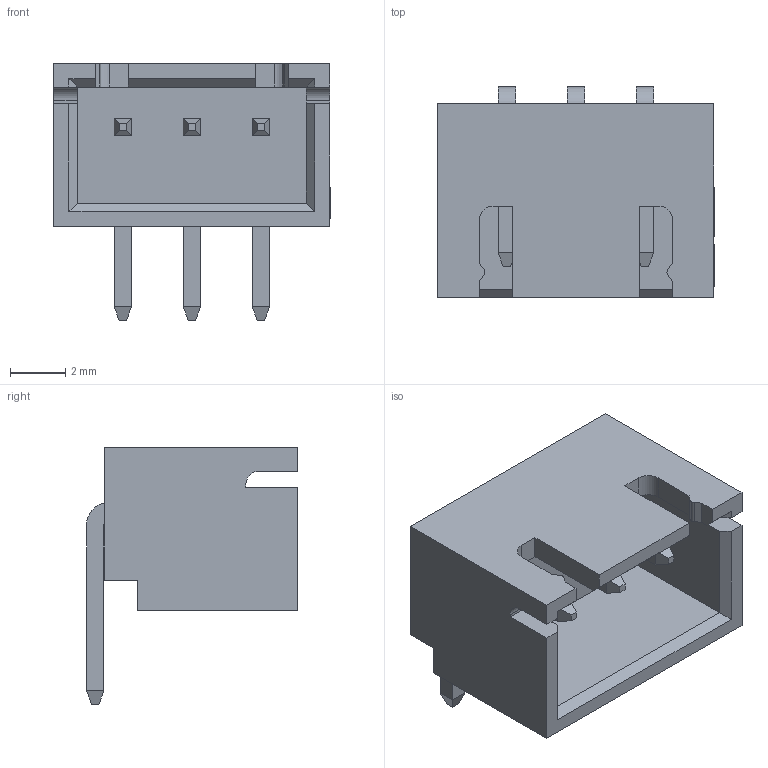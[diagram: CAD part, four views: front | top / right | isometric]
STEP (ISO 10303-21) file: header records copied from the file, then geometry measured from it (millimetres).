
FILE_DESCRIPTION (( 'STEP AP214' ), '1' );
FILE_NAME ('HDR-TH_3P-P2.50_ZX-XH2.54-3PWZ.STEP', '2024-02-22T03:41:53', ( 'PC' ), ( 'Microsoft' ), 'SwSTEP 2.0', 'SolidWorks 2020', '' );
FILE_SCHEMA (( 'AUTOMOTIVE_DESIGN' ));
Length unit declared in the file: millimetre
Products named in the file (1): HDR-TH_3P-P2.50_ZX-XH2.54-3PWZ
Bounding box: 10.01 x 7.63 x 9.3 mm (x, y, z)
Volume: 242.1 mm3; surface area: 526.8 mm2
Topology: 1 solids, 1 shells, 352 faces, 949 edges, 624 vertices
Faces by surface type: plane 241, bspline 98, cylinder 13
Entity records: 15309 total; most frequent: CARTESIAN_POINT 3232, ORIENTED_EDGE 1898, DIRECTION 1285, EDGE_CURVE 949, LINE 723, VECTOR 723, VERTEX_POINT 624, EDGE_LOOP 377
